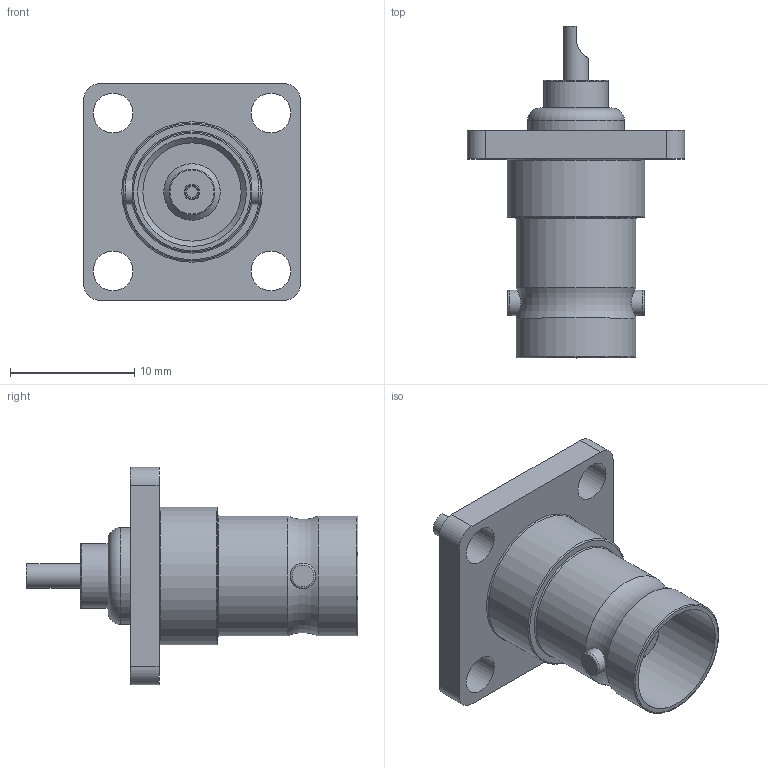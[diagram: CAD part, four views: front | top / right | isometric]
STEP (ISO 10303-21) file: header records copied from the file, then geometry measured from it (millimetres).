
FILE_DESCRIPTION(/* description */ ('Unknown'),/* implementation_level */ '2;1');
FILE_NAME(/* name */ '031-203-RFX',/* time_stamp */ '2023-08-08T18:31:43+02:00',/* author */ ('Unknown'),/* organization */ ('Unknown'),/* preprocessor_version */ 'ST-DEVELOPER v18.102',/* originating_system */ 'Solid Edge',/* authorisation */ 'Unknown');
FILE_SCHEMA (('AUTOMOTIVE_DESIGN {1 0 10303 214 3 1 1}'));
Length unit declared in the file: millimetre
Products named in the file (1): 031-203-RFX
Bounding box: 17.5 x 26.7 x 17.5 mm (x, y, z)
Volume: 1433 mm3; surface area: 1824.9 mm2
Topology: 1 solids, 1 shells, 56 faces, 119 edges, 76 vertices
Faces by surface type: cylinder 22, plane 20, torus 12, cone 2
Full cylindrical faces by diameter (mm): 0.928 x1, 1.277 x1, 1.639 x1, 1.993 x1, 2.042 x2, 3.2 x4, 3.699 x1, 5.183 x1, 7.782 x1, 8.758 x1, 9.636 x2, 11.093 x1
Entity records: 1763 total; most frequent: CARTESIAN_POINT 247, DIRECTION 244, ORIENTED_EDGE 162, AXIS2_PLACEMENT_3D 110, EDGE_LOOP 106, FACE_BOUND 106, EDGE_CURVE 81, VERTEX_POINT 69
